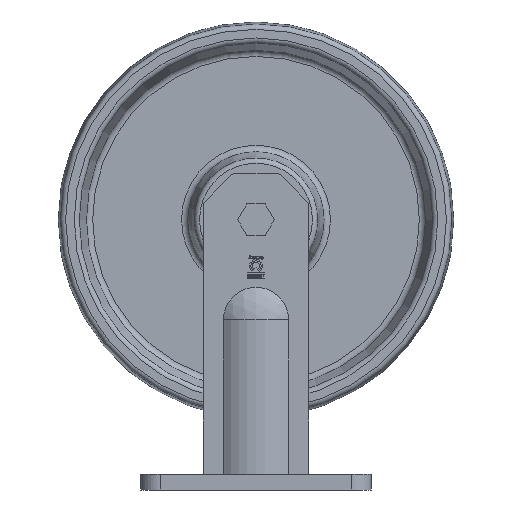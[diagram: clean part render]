
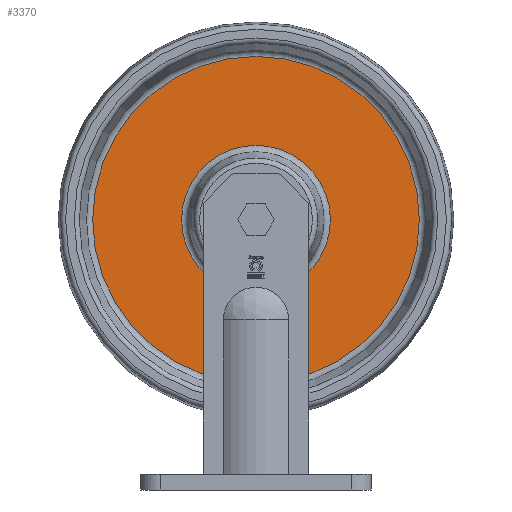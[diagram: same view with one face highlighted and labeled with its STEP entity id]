
A CAD part, left-side view. The second image highlights one B-rep face of the part: STEP entity #3370.
In plain terms, the highlighted planar face has unit normal (-1, 0, 0).
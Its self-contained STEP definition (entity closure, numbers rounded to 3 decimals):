
#3370=ADVANCED_FACE('',(#4435,#4292),#3724,.T.);
#3724=PLANE('',#11577);
#4292=FACE_OUTER_BOUND('',#5180,.T.);
#4435=FACE_BOUND('',#5179,.T.);
#5179=EDGE_LOOP('',(#8263));
#5180=EDGE_LOOP('',(#8264));
#8263=ORIENTED_EDGE('',*,*,#10894,.F.);
#8264=ORIENTED_EDGE('',*,*,#10891,.F.);
#9349=VERTEX_POINT('',#20736);
#9352=VERTEX_POINT('',#20743);
#10891=EDGE_CURVE('',#9349,#9349,#11039,.T.);
#10894=EDGE_CURVE('',#9352,#9352,#11042,.T.);
#11039=CIRCLE('',#11563,123.896);
#11042=CIRCLE('',#11567,56.456);
#11563=AXIS2_PLACEMENT_3D('',#20735,#13405,#13406);
#11567=AXIS2_PLACEMENT_3D('',#20742,#13413,#13414);
#11577=AXIS2_PLACEMENT_3D('',#20757,#13433,#13434);
#13405=DIRECTION('',(1.,0.,0.));
#13406=DIRECTION('',(0.,0.,-1.));
#13413=DIRECTION('',(-1.,0.,0.));
#13414=DIRECTION('',(0.,0.,-1.));
#13433=DIRECTION('',(-1.,0.,0.));
#13434=DIRECTION('',(0.,0.,-1.));
#20735=CARTESIAN_POINT('',(-7.5,0.,0.));
#20736=CARTESIAN_POINT('',(-7.5,0.,-123.896));
#20742=CARTESIAN_POINT('',(-7.5,0.,0.));
#20743=CARTESIAN_POINT('',(-7.5,0.,-56.456));
#20757=CARTESIAN_POINT('',(-7.5,127.5,0.));
